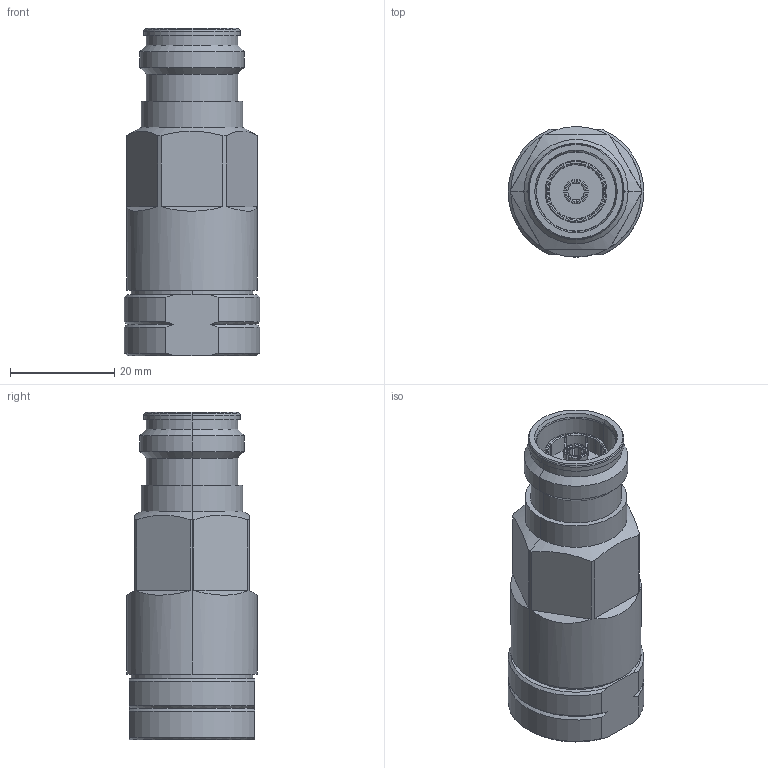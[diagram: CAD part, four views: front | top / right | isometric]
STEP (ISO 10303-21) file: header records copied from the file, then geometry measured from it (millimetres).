
FILE_DESCRIPTION (( 'STEP AP214' ), '1' );
FILE_NAME ('J01441A0010.STEP', '2019-10-01T07:43:12', ( '' ), ( '' ), 'SwSTEP 2.0', 'SolidWorks 2018', '' );
FILE_SCHEMA (( 'AUTOMOTIVE_DESIGN' ));
Length unit declared in the file: millimetre
Products named in the file (1): J01441A0010
Bounding box: 26 x 25 x 62.8 mm (x, y, z)
Volume: 24026.4 mm3; surface area: 6454.2 mm2
Topology: 1 solids, 1 shells, 210 faces, 524 edges, 336 vertices
Faces by surface type: plane 64, cylinder 52, torus 48, cone 46
Entity records: 8952 total; most frequent: CARTESIAN_POINT 1721, ORIENTED_EDGE 1048, DIRECTION 1020, EDGE_CURVE 524, AXIS2_PLACEMENT_3D 423, VERTEX_POINT 336, EDGE_LOOP 230, CIRCLE 212
